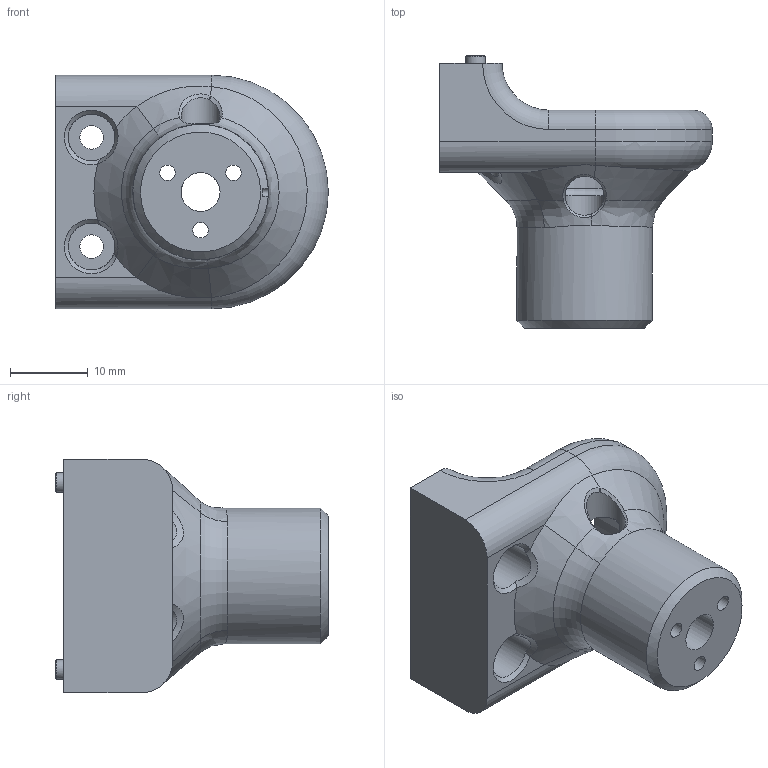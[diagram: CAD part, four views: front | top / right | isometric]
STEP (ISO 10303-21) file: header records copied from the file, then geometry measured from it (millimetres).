
FILE_DESCRIPTION(/* description */ (''),/* implementation_level */ '2;1');
FILE_NAME(/* name */ 'Metal Parts (6).step',/* time_stamp */ '2024-04-15T14:14:25-04:00',/* author */ (''),/* organization */ (''),/* preprocessor_version */ 'ST-DEVELOPER v20',/* originating_system */ 'Autodesk Translation Framework v12.20.1.177',/* authorisation */ '');
FILE_SCHEMA (('AUTOMOTIVE_DESIGN { 1 0 10303 214 3 1 1 }'));
Length unit declared in the file: millimetre
Products named in the file (1): Metal Parts (6)
Bounding box: 35 x 35 x 30 mm (x, y, z)
Volume: 11181.2 mm3; surface area: 5332 mm2
Topology: 1 solids, 1 shells, 67 faces, 183 edges, 117 vertices
Faces by surface type: cylinder 20, bspline 19, plane 15, cone 7, torus 6
Full cylindrical faces by diameter (mm): 2 x3, 2.5 x2, 3 x2, 5 x2, 6 x2, 16 x1, 17.4 x1
Entity records: 3440 total; most frequent: CARTESIAN_POINT 1754, ORIENTED_EDGE 366, DIRECTION 315, EDGE_CURVE 183, AXIS2_PLACEMENT_3D 128, VERTEX_POINT 117, EDGE_LOOP 80, FACE_OUTER_BOUND 67
